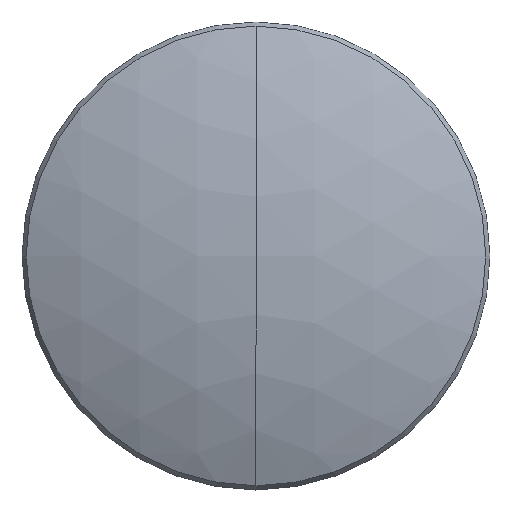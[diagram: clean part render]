
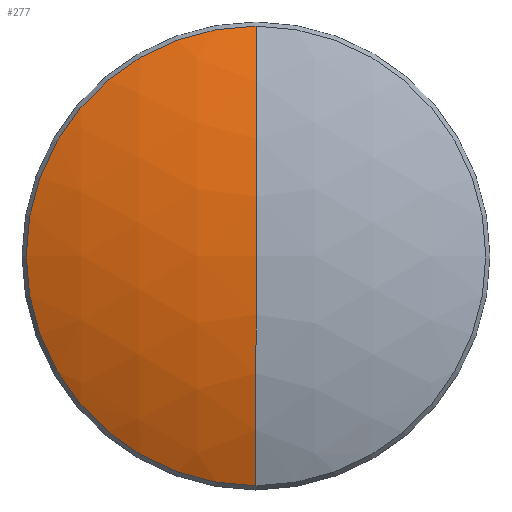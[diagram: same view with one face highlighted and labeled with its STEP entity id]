
A CAD part, top view. The second image highlights one B-rep face of the part: STEP entity #277.
In plain terms, the highlighted spherical face has radius 31 mm.
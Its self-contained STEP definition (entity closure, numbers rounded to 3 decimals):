
#1 = CARTESIAN_POINT ( 'NONE',  ( 0., 12.473, -0.193 ) ) ;
#10 = CARTESIAN_POINT ( 'NONE',  ( 0., 0., -28.573 ) ) ;
#27 = CIRCLE ( 'NONE', #267, 12.473 ) ;
#28 = VERTEX_POINT ( 'NONE', #138 ) ;
#43 = CIRCLE ( 'NONE', #209, 12.473 ) ;
#46 = FACE_OUTER_BOUND ( 'NONE', #81, .T. ) ;
#62 = AXIS2_PLACEMENT_3D ( 'NONE', #10, #197, #233 ) ;
#65 = CARTESIAN_POINT ( 'NONE',  ( 0., 0., -28.573 ) ) ;
#71 = EDGE_CURVE ( 'NONE', #334, #28, #27, .T. ) ;
#81 = EDGE_LOOP ( 'NONE', ( #150, #291, #329, #145 ) ) ;
#92 = DIRECTION ( 'NONE',  ( 0., 0., -1. ) ) ;
#96 = VERTEX_POINT ( 'NONE', #349 ) ;
#117 = DIRECTION ( 'NONE',  ( -1., 0., 0. ) ) ;
#134 = DIRECTION ( 'NONE',  ( 0., 0., 1. ) ) ;
#138 = CARTESIAN_POINT ( 'NONE',  ( -12.473, 0., -0.193 ) ) ;
#139 = CARTESIAN_POINT ( 'NONE',  ( 0., 0., -0.193 ) ) ;
#145 = ORIENTED_EDGE ( 'NONE', *, *, #244, .F. ) ;
#150 = ORIENTED_EDGE ( 'NONE', *, *, #71, .T. ) ;
#157 = CIRCLE ( 'NONE', #356, 31. ) ;
#165 = DIRECTION ( 'NONE',  ( -1., 0., 0. ) ) ;
#183 = EDGE_CURVE ( 'NONE', #28, #96, #43, .T. ) ;
#197 = DIRECTION ( 'NONE',  ( -1., 0., 0. ) ) ;
#209 = AXIS2_PLACEMENT_3D ( 'NONE', #307, #134, #340 ) ;
#227 = EDGE_CURVE ( 'NONE', #96, #281, #288, .T. ) ;
#233 = DIRECTION ( 'NONE',  ( 0., 1., 0. ) ) ;
#240 = SPHERICAL_SURFACE ( 'NONE', #62, 31. ) ;
#244 = EDGE_CURVE ( 'NONE', #334, #281, #157, .T. ) ;
#260 = DIRECTION ( 'NONE',  ( 1., 0., 0. ) ) ;
#261 = CARTESIAN_POINT ( 'NONE',  ( 0., 0., 2.427 ) ) ;
#267 = AXIS2_PLACEMENT_3D ( 'NONE', #139, #345, #165 ) ;
#277 = ADVANCED_FACE ( 'NONE', ( #46 ), #240, .T. ) ;
#281 = VERTEX_POINT ( 'NONE', #261 ) ;
#284 = CARTESIAN_POINT ( 'NONE',  ( 0., 0., -28.573 ) ) ;
#288 = CIRCLE ( 'NONE', #313, 31. ) ;
#291 = ORIENTED_EDGE ( 'NONE', *, *, #183, .T. ) ;
#307 = CARTESIAN_POINT ( 'NONE',  ( 0., 0., -0.193 ) ) ;
#313 = AXIS2_PLACEMENT_3D ( 'NONE', #284, #117, #316 ) ;
#316 = DIRECTION ( 'NONE',  ( 0., -1., 0. ) ) ;
#329 = ORIENTED_EDGE ( 'NONE', *, *, #227, .T. ) ;
#334 = VERTEX_POINT ( 'NONE', #1 ) ;
#340 = DIRECTION ( 'NONE',  ( -1., 0., 0. ) ) ;
#345 = DIRECTION ( 'NONE',  ( 0., 0., 1. ) ) ;
#349 = CARTESIAN_POINT ( 'NONE',  ( 0., -12.473, -0.193 ) ) ;
#356 = AXIS2_PLACEMENT_3D ( 'NONE', #65, #260, #92 ) ;
